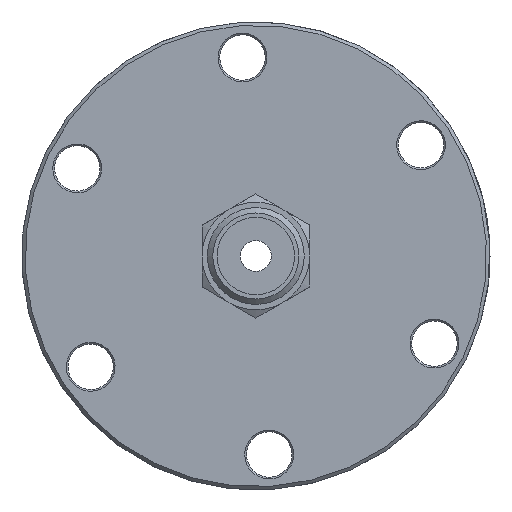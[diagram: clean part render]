
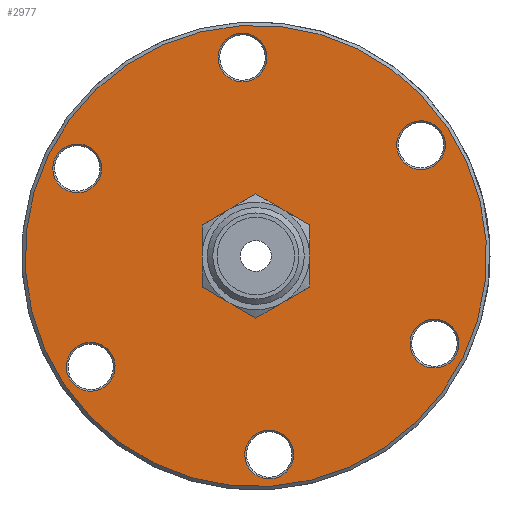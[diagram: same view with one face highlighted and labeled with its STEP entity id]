
A CAD part, front view. The second image highlights one B-rep face of the part: STEP entity #2977.
In plain terms, the highlighted planar face has unit normal (0, -1, 0).
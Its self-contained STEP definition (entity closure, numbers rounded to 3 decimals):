
#297=FACE_BOUND('',#609,.T.);
#298=FACE_BOUND('',#610,.T.);
#299=FACE_BOUND('',#611,.T.);
#300=FACE_BOUND('',#612,.T.);
#301=FACE_BOUND('',#613,.T.);
#302=FACE_BOUND('',#614,.T.);
#303=FACE_BOUND('',#615,.T.);
#333=PLANE('',#3323);
#433=FACE_OUTER_BOUND('',#608,.T.);
#608=EDGE_LOOP('',(#2047));
#609=EDGE_LOOP('',(#2048));
#610=EDGE_LOOP('',(#2049));
#611=EDGE_LOOP('',(#2050));
#612=EDGE_LOOP('',(#2051));
#613=EDGE_LOOP('',(#2052));
#614=EDGE_LOOP('',(#2053));
#615=EDGE_LOOP('',(#2054));
#1137=CIRCLE('',#3317,6.35);
#1141=CIRCLE('',#3322,34.05);
#1142=CIRCLE('',#3324,3.6);
#1143=CIRCLE('',#3325,3.6);
#1144=CIRCLE('',#3326,3.6);
#1145=CIRCLE('',#3327,3.6);
#1146=CIRCLE('',#3328,3.6);
#1147=CIRCLE('',#3329,3.6);
#1287=VERTEX_POINT('',#4461);
#1291=VERTEX_POINT('',#4471);
#1292=VERTEX_POINT('',#4475);
#1293=VERTEX_POINT('',#4477);
#1294=VERTEX_POINT('',#4479);
#1295=VERTEX_POINT('',#4481);
#1296=VERTEX_POINT('',#4483);
#1297=VERTEX_POINT('',#4485);
#1587=EDGE_CURVE('',#1287,#1287,#1137,.T.);
#1593=EDGE_CURVE('',#1291,#1291,#1141,.T.);
#1594=EDGE_CURVE('',#1292,#1292,#1142,.T.);
#1595=EDGE_CURVE('',#1293,#1293,#1143,.T.);
#1596=EDGE_CURVE('',#1294,#1294,#1144,.T.);
#1597=EDGE_CURVE('',#1295,#1295,#1145,.T.);
#1598=EDGE_CURVE('',#1296,#1296,#1146,.T.);
#1599=EDGE_CURVE('',#1297,#1297,#1147,.T.);
#2047=ORIENTED_EDGE('',*,*,#1593,.F.);
#2048=ORIENTED_EDGE('',*,*,#1587,.T.);
#2049=ORIENTED_EDGE('',*,*,#1594,.F.);
#2050=ORIENTED_EDGE('',*,*,#1595,.F.);
#2051=ORIENTED_EDGE('',*,*,#1596,.F.);
#2052=ORIENTED_EDGE('',*,*,#1597,.F.);
#2053=ORIENTED_EDGE('',*,*,#1598,.F.);
#2054=ORIENTED_EDGE('',*,*,#1599,.F.);
#2977=ADVANCED_FACE('',(#433,#297,#298,#299,#300,#301,#302,#303),#333,.T.);
#3317=AXIS2_PLACEMENT_3D('',#4462,#3649,#3650);
#3322=AXIS2_PLACEMENT_3D('',#4473,#3661,#3662);
#3323=AXIS2_PLACEMENT_3D('',#4474,#3663,#3664);
#3324=AXIS2_PLACEMENT_3D('',#4476,#3665,#3666);
#3325=AXIS2_PLACEMENT_3D('',#4478,#3667,#3668);
#3326=AXIS2_PLACEMENT_3D('',#4480,#3669,#3670);
#3327=AXIS2_PLACEMENT_3D('',#4482,#3671,#3672);
#3328=AXIS2_PLACEMENT_3D('',#4484,#3673,#3674);
#3329=AXIS2_PLACEMENT_3D('',#4486,#3675,#3676);
#3649=DIRECTION('center_axis',(0.,1.,0.));
#3650=DIRECTION('ref_axis',(-1.,0.,0.));
#3661=DIRECTION('center_axis',(0.,1.,0.));
#3662=DIRECTION('ref_axis',(1.,0.,0.));
#3663=DIRECTION('center_axis',(0.,-1.,0.));
#3664=DIRECTION('ref_axis',(0.,0.,-1.));
#3665=DIRECTION('center_axis',(0.,-1.,0.));
#3666=DIRECTION('ref_axis',(0.5,0.,0.866));
#3667=DIRECTION('center_axis',(0.,-1.,0.));
#3668=DIRECTION('ref_axis',(-1.,0.,0.));
#3669=DIRECTION('center_axis',(0.,-1.,0.));
#3670=DIRECTION('ref_axis',(0.5,0.,-0.866));
#3671=DIRECTION('center_axis',(0.,-1.,0.));
#3672=DIRECTION('ref_axis',(1.,0.,0.));
#3673=DIRECTION('center_axis',(0.,-1.,0.));
#3674=DIRECTION('ref_axis',(-0.5,0.,-0.866));
#3675=DIRECTION('center_axis',(0.,-1.,0.));
#3676=DIRECTION('ref_axis',(-0.5,0.,0.866));
#4461=CARTESIAN_POINT('',(6.35,0.,0.));
#4462=CARTESIAN_POINT('Origin',(0.,0.,0.));
#4471=CARTESIAN_POINT('',(-34.05,0.,0.));
#4473=CARTESIAN_POINT('Origin',(0.,0.,0.));
#4474=CARTESIAN_POINT('Origin',(-34.55,0.,0.));
#4475=CARTESIAN_POINT('',(23.618,0.,-17.793));
#4476=CARTESIAN_POINT('Origin',(25.418,0.,-14.675));
#4477=CARTESIAN_POINT('',(3.6,0.,29.35));
#4478=CARTESIAN_POINT('Origin',(0.,0.,29.35));
#4479=CARTESIAN_POINT('',(-27.218,0.,-11.557));
#4480=CARTESIAN_POINT('Origin',(-25.418,0.,-14.675));
#4481=CARTESIAN_POINT('',(-3.6,0.,-29.35));
#4482=CARTESIAN_POINT('Origin',(0.,0.,-29.35));
#4483=CARTESIAN_POINT('',(-23.618,0.,17.793));
#4484=CARTESIAN_POINT('Origin',(-25.418,0.,14.675));
#4485=CARTESIAN_POINT('',(27.218,0.,11.557));
#4486=CARTESIAN_POINT('Origin',(25.418,0.,14.675));
